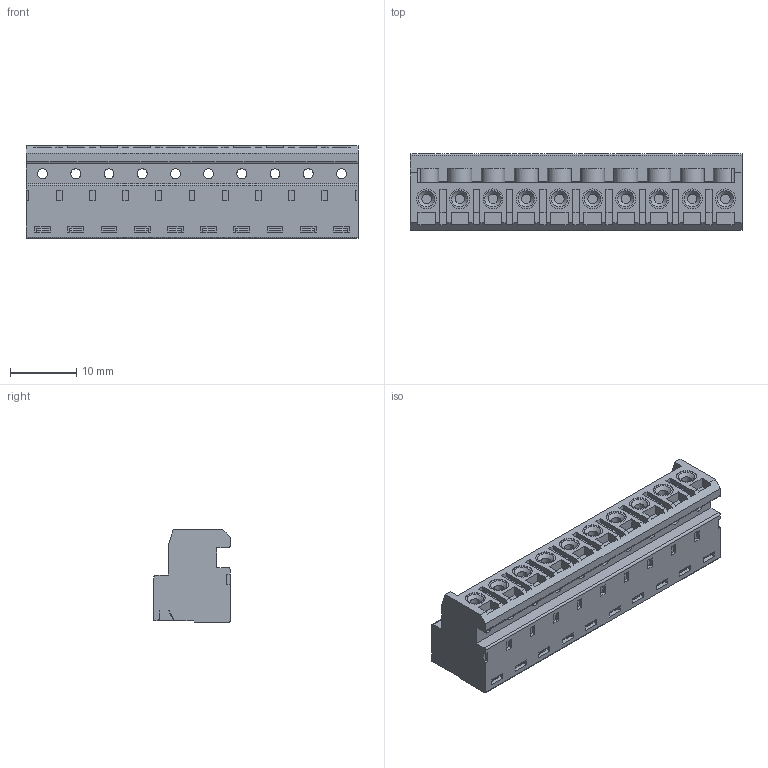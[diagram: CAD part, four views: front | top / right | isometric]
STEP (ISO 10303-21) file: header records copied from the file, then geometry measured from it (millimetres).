
FILE_DESCRIPTION(('STEP AP214'),'1');
FILE_NAME('SHCS10-5-L.stp','2018-12-17T16:57:23',(' '),(' '),'Spatial InterOp 3D',' ',' ');
FILE_SCHEMA(('automotive_design'));
Length unit declared in the file: metre
Products named in the file (1): 1
Bounding box: 50 x 11.5 x 13.9 mm (x, y, z)
Volume: 5341.5 mm3; surface area: 6082.2 mm2
Topology: 1 solids, 1 shells, 962 faces, 2638 edges, 1741 vertices
Faces by surface type: plane 788, cylinder 144, cone 30
Full cylindrical faces by diameter (mm): 1.45 x10, 1.5 x10, 2.6 x10, 2.7 x10, 3 x10, 3.6 x18, 3.8 x10
Entity records: 37113 total; most frequent: CARTESIAN_POINT 5450, ORIENTED_EDGE 4912, DIRECTION 4662, EDGE_CURVE 2456, LINE 2116, VECTOR 2116, VERTEX_POINT 1669, AXIS2_PLACEMENT_3D 1273
